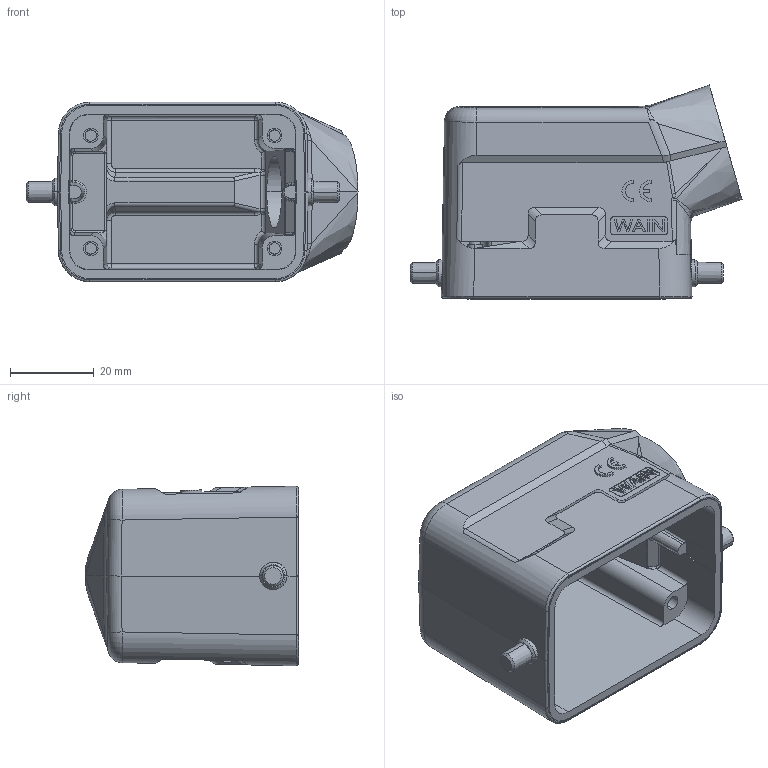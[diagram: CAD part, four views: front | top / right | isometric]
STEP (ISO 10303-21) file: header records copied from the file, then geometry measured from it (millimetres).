
FILE_DESCRIPTION((''),'2;1');
FILE_NAME('3D_1112065101002_EMC_W6B-SE-2B-','2024-01-20T',('p.yu'),(''),'PRO/ENGINEER BY PARAMETRIC TECHNOLOGY CORPORATION, 2012480','PRO/ENGINEER BY PARAMETRIC TECHNOLOGY CORPORATION, 2012480','');
FILE_SCHEMA(('CONFIG_CONTROL_DESIGN'));
Length unit declared in the file: millimetre
Products named in the file (1): 3D_1112065101002_EMC_W6B-SE-2B-
Bounding box: 79.46 x 51.18 x 42.98 mm (x, y, z)
Volume: 41479.9 mm3; surface area: 22528.7 mm2
Topology: 1 solids, 1 shells, 424 faces, 1103 edges, 698 vertices
Faces by surface type: plane 189, cylinder 121, bspline 51, cone 26, extrusion 20, sphere 10, torus 7
Entity records: 16067 total; most frequent: CARTESIAN_POINT 6333, ORIENTED_EDGE 2186, DIRECTION 1718, EDGE_CURVE 1093, VERTEX_POINT 698, VECTOR 628, LINE 608, AXIS2_PLACEMENT_3D 545
